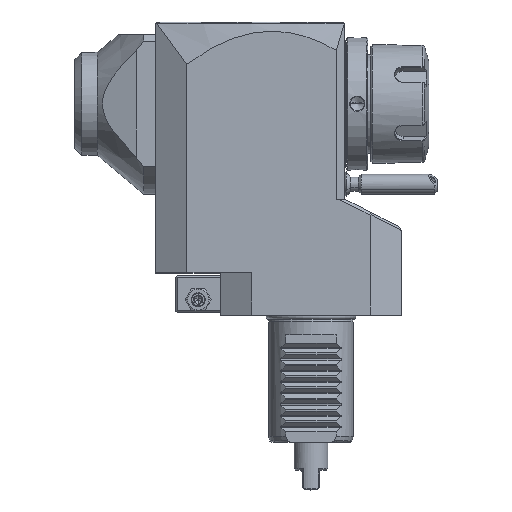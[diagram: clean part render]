
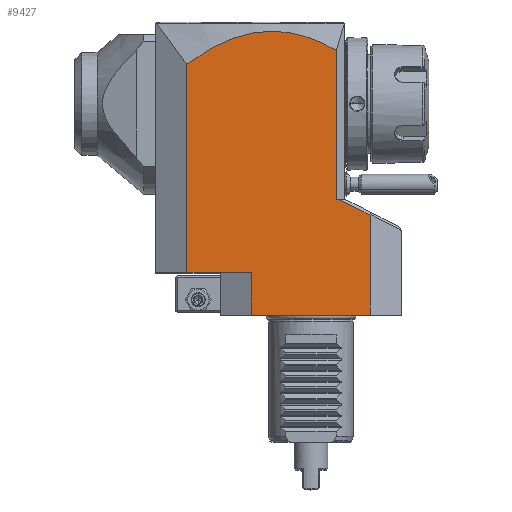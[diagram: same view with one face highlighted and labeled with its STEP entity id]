
A CAD part, top view. The second image highlights one B-rep face of the part: STEP entity #9427.
In plain terms, the highlighted planar face has unit normal (0, 0, 1).
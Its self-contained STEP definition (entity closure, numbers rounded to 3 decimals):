
#60=DIRECTION('',(0.,1.,0.));
#61=VECTOR('',#60,73.907);
#62=CARTESIAN_POINT('',(-21.,-26.,32.));
#63=LINE('',#62,#61);
#64=CARTESIAN_POINT('',(-21.,47.907,32.));
#65=CARTESIAN_POINT('',(-12.549,54.594,32.));
#66=CARTESIAN_POINT('',(4.714,62.449,32.));
#67=CARTESIAN_POINT('',(22.752,58.415,32.));
#68=CARTESIAN_POINT('',(32.,52.883,32.));
#70=DIRECTION('',(0.,-1.,0.));
#71=VECTOR('',#70,52.883);
#72=CARTESIAN_POINT('',(32.,52.883,32.));
#73=LINE('',#72,#71);
#74=DIRECTION('',(-0.891,0.454,0.));
#75=VECTOR('',#74,12.153);
#76=CARTESIAN_POINT('',(44.,-5.518,32.));
#77=LINE('',#76,#75);
#86=DIRECTION('',(0.,1.,0.));
#87=VECTOR('',#86,35.482);
#88=CARTESIAN_POINT('',(44.,-41.,32.));
#89=LINE('',#88,#87);
#176=DIRECTION('',(1.,0.,0.));
#177=VECTOR('',#176,23.);
#178=CARTESIAN_POINT('',(-21.,-26.,32.));
#179=LINE('',#178,#177);
#364=DIRECTION('',(1.,0.,0.));
#365=VECTOR('',#364,1.171);
#366=CARTESIAN_POINT('',(32.,0.,32.));
#367=LINE('',#366,#365);
#4669=DIRECTION('',(0.,-1.,0.));
#4670=VECTOR('',#4669,15.);
#4671=CARTESIAN_POINT('',(2.,-26.,32.));
#4672=LINE('',#4671,#4670);
#4697=DIRECTION('',(-1.,0.,0.));
#4698=VECTOR('',#4697,42.);
#4699=CARTESIAN_POINT('',(44.,-41.,32.));
#4700=LINE('',#4699,#4698);
#8207=VERTEX_POINT('',#64);
#8208=VERTEX_POINT('',#68);
#8666=CARTESIAN_POINT('',(33.171,0.,32.));
#8668=VERTEX_POINT('',#8666);
#8672=CARTESIAN_POINT('',(44.,-5.518,32.));
#8673=VERTEX_POINT('',#8672);
#8690=CARTESIAN_POINT('',(32.,0.,32.));
#8691=VERTEX_POINT('',#8690);
#9124=CARTESIAN_POINT('',(44.,-41.,32.));
#9125=VERTEX_POINT('',#9124);
#9126=CARTESIAN_POINT('',(2.,-41.,32.));
#9127=VERTEX_POINT('',#9126);
#9134=CARTESIAN_POINT('',(-21.,-26.,32.));
#9136=VERTEX_POINT('',#9134);
#9288=CARTESIAN_POINT('',(2.,-26.,32.));
#9289=VERTEX_POINT('',#9288);
#9403=CARTESIAN_POINT('',(-32.,0.,32.));
#9404=DIRECTION('',(0.,0.,1.));
#9405=DIRECTION('',(1.,0.,0.));
#9406=AXIS2_PLACEMENT_3D('',#9403,#9404,#9405);
#9407=PLANE('',#9406);
#9409=ORIENTED_EDGE('',*,*,#9408,.F.);
#9411=ORIENTED_EDGE('',*,*,#9410,.T.);
#9413=ORIENTED_EDGE('',*,*,#9412,.F.);
#9415=ORIENTED_EDGE('',*,*,#9414,.F.);
#9416=ORIENTED_EDGE('',*,*,#9390,.T.);
#9418=ORIENTED_EDGE('',*,*,#9417,.T.);
#9420=ORIENTED_EDGE('',*,*,#9419,.T.);
#9422=ORIENTED_EDGE('',*,*,#9421,.T.);
#9424=ORIENTED_EDGE('',*,*,#9423,.F.);
#9425=EDGE_LOOP('',(#9409,#9411,#9413,#9415,#9416,#9418,#9420,#9422,#9424));
#9426=FACE_OUTER_BOUND('',#9425,.F.);
#69=B_SPLINE_CURVE_WITH_KNOTS('',3,(#64,#65,#66,#67,#68),.UNSPECIFIED.,.F.,.F.,(
4,1,4),(0.,0.5,1.),.UNSPECIFIED.);
#9390=EDGE_CURVE('',#9136,#8207,#63,.T.);
#9408=EDGE_CURVE('',#9125,#8673,#89,.T.);
#9410=EDGE_CURVE('',#9125,#9127,#4700,.T.);
#9412=EDGE_CURVE('',#9289,#9127,#4672,.T.);
#9414=EDGE_CURVE('',#9136,#9289,#179,.T.);
#9417=EDGE_CURVE('',#8207,#8208,#69,.T.);
#9419=EDGE_CURVE('',#8208,#8691,#73,.T.);
#9421=EDGE_CURVE('',#8691,#8668,#367,.T.);
#9423=EDGE_CURVE('',#8673,#8668,#77,.T.);
#9427=ADVANCED_FACE('',(#9426),#9407,.T.);
